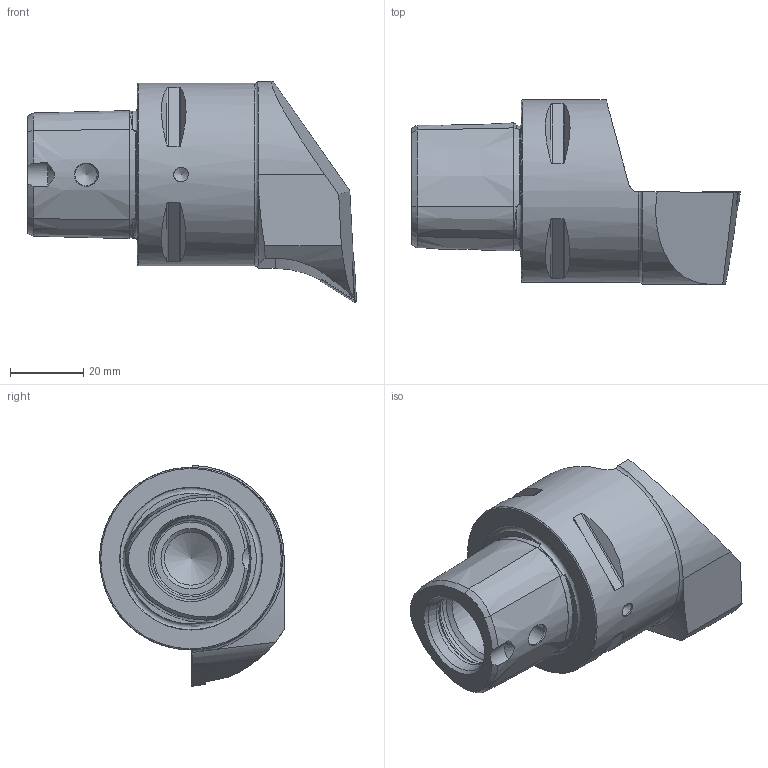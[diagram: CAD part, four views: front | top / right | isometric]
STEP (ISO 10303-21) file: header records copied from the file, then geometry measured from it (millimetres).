
FILE_DESCRIPTION (( 'STEP AP214' ), '1' );
FILE_NAME ('PS5.KDB.RUA.060.STEP', '2020-01-29T07:40:25', ( '' ), ( '' ), 'SwSTEP 2.0', 'SolidWorks 2017', '' );
FILE_SCHEMA (( 'AUTOMOTIVE_DESIGN' ));
Length unit declared in the file: millimetre
Products named in the file (5): DCMT11T304; KVT_MB_600_060; WCB-ER2.001.009_A; PS5.KDB.RUA.060; PS5-KDB.RUA.060_A
Assembly tree (4 placements, depth 2):
  PS5.KDB.RUA.060
    PS5-KDB.RUA.060_A
    WCB-ER2.001.009_A
    DCMT11T304
    KVT_MB_600_060
Bounding box: 90 x 50.49 x 60.5 mm (x, y, z)
Volume: 93123.9 mm3; surface area: 19478 mm2
Topology: 5 solids, 5 shells, 199 faces, 484 edges, 297 vertices
Faces by surface type: cone 66, plane 53, cylinder 45, torus 17, bspline 16, sphere 2
Full cylindrical faces by diameter (mm): 3.3 x1, 4 x2, 4.4 x1, 5 x3, 5.25 x1, 6 x3, 6.1 x3, 14.5 x1, 21 x2, 24 x1, 50 x1
Entity records: 6758 total; most frequent: CARTESIAN_POINT 2486, ORIENTED_EDGE 822, DIRECTION 776, EDGE_CURVE 411, AXIS2_PLACEMENT_3D 325, VERTEX_POINT 282, EDGE_LOOP 267, FACE_OUTER_BOUND 225
